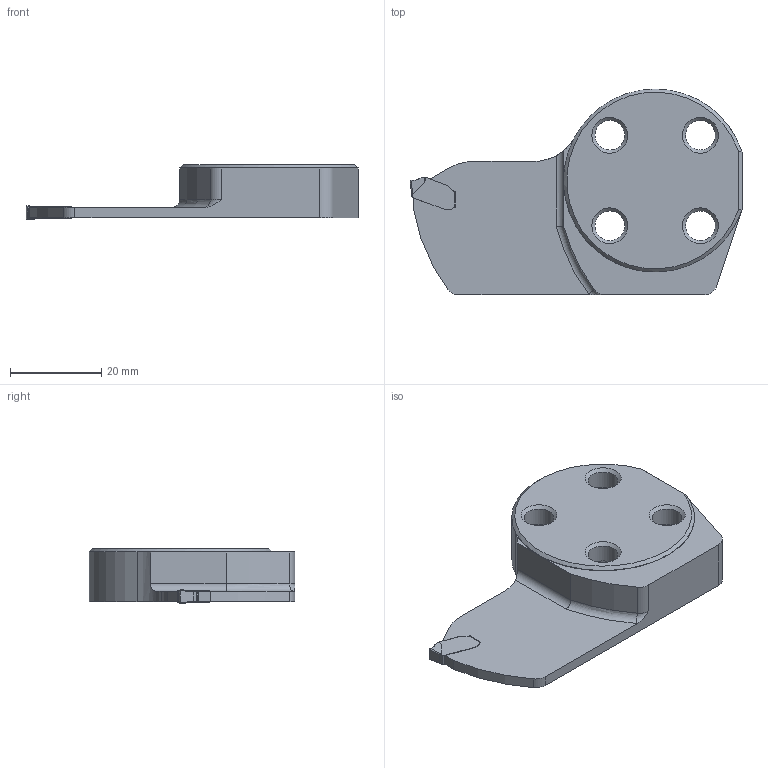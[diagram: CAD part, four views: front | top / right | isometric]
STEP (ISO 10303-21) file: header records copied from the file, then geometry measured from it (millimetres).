
FILE_DESCRIPTION(/* description */ (''),/* implementation_level */ '2;1');
FILE_NAME(/* name */ 'toolassembly_1.stp',/* time_stamp */ '2019-12-23T11:47:20+01:00',/* author */ (''),/* organization */ ('SMS'),/* preprocessor_version */ 'ST-DEVELOPER v16.7',/* originating_system */ 'SIEMENS PLM Software NX 12.0',/* authorisation */ '');
FILE_SCHEMA (('AUTOMOTIVE_DESIGN { 1 0 10303 214 3 1 1 1 }'));
Length unit declared in the file: millimetre
Products named in the file (4): ASSEMBLY_CONSTRUCTION; CUT_20191223114656; NOCUT_20191223114605; TOOLASSEMBLY_1
Assembly tree (3 placements, depth 2):
  TOOLASSEMBLY_1
    NOCUT_20191223114605
    CUT_20191223114656
    ASSEMBLY_CONSTRUCTION
Bounding box: 72.6 x 44.99 x 12 mm (x, y, z)
Volume: 16385.7 mm3; surface area: 7647.8 mm2
Topology: 2 solids, 2 shells, 103 faces, 285 edges, 197 vertices
Faces by surface type: plane 46, cylinder 41, extrusion 7, cone 5, torus 2, bspline 2
Full cylindrical faces by diameter (mm): 6.5 x4, 10.5 x4
Entity records: 3659 total; most frequent: CARTESIAN_POINT 884, DIRECTION 560, ORIENTED_EDGE 528, EDGE_CURVE 264, AXIS2_PLACEMENT_3D 207, VERTEX_POINT 181, VECTOR 146, LINE 139
